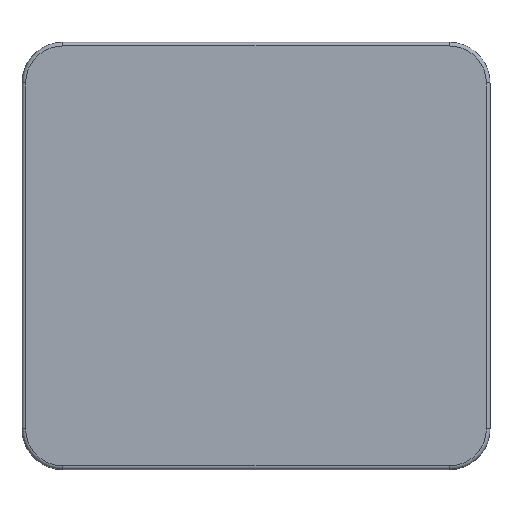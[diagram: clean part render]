
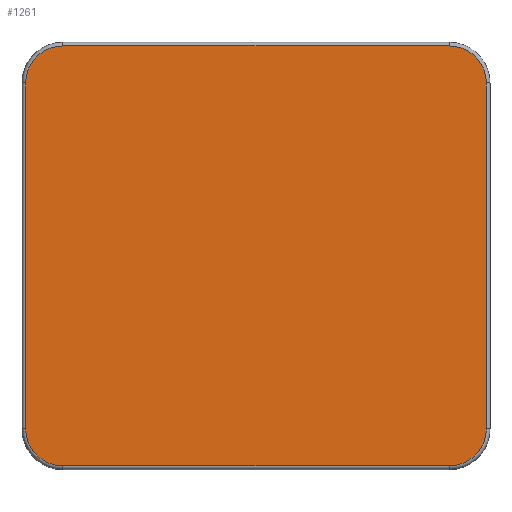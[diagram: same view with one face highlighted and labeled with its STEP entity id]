
A CAD part, top view. The second image highlights one B-rep face of the part: STEP entity #1261.
In plain terms, the highlighted planar face has unit normal (0, 0, 1).
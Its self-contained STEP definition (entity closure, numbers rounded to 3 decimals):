
#1062 = VERTEX_POINT('',#1063);
#1063 = CARTESIAN_POINT('',(-47.5,-51.6,7.));
#1070 = EDGE_CURVE('',#1062,#1071,#1073,.T.);
#1071 = VERTEX_POINT('',#1072);
#1072 = CARTESIAN_POINT('',(47.5,-51.6,7.));
#1073 = LINE('',#1074,#1075);
#1074 = CARTESIAN_POINT('',(-47.5,-51.6,7.));
#1075 = VECTOR('',#1076,1.);
#1076 = DIRECTION('',(1.,0.,0.));
#1095 = VERTEX_POINT('',#1096);
#1096 = CARTESIAN_POINT('',(-56.6,-42.5,7.));
#1105 = EDGE_CURVE('',#1095,#1062,#1106,.T.);
#1106 = CIRCLE('',#1107,9.1);
#1107 = AXIS2_PLACEMENT_3D('',#1108,#1109,#1110);
#1108 = CARTESIAN_POINT('',(-47.5,-42.5,7.));
#1109 = DIRECTION('',(0.,0.,1.));
#1110 = DIRECTION('',(-1.,0.,0.));
#1123 = VERTEX_POINT('',#1124);
#1124 = CARTESIAN_POINT('',(56.6,-42.5,7.));
#1131 = EDGE_CURVE('',#1071,#1123,#1132,.T.);
#1132 = CIRCLE('',#1133,9.1);
#1133 = AXIS2_PLACEMENT_3D('',#1134,#1135,#1136);
#1134 = CARTESIAN_POINT('',(47.5,-42.5,7.));
#1135 = DIRECTION('',(-0.,0.,1.));
#1136 = DIRECTION('',(0.,-1.,0.));
#1147 = VERTEX_POINT('',#1148);
#1148 = CARTESIAN_POINT('',(-56.6,42.5,7.));
#1155 = EDGE_CURVE('',#1147,#1095,#1156,.T.);
#1156 = LINE('',#1157,#1158);
#1157 = CARTESIAN_POINT('',(-56.6,42.5,7.));
#1158 = VECTOR('',#1159,1.);
#1159 = DIRECTION('',(0.,-1.,0.));
#1172 = EDGE_CURVE('',#1123,#1173,#1175,.T.);
#1173 = VERTEX_POINT('',#1174);
#1174 = CARTESIAN_POINT('',(56.6,42.5,7.));
#1175 = LINE('',#1176,#1177);
#1176 = CARTESIAN_POINT('',(56.6,-42.5,7.));
#1177 = VECTOR('',#1178,1.);
#1178 = DIRECTION('',(0.,1.,0.));
#1197 = VERTEX_POINT('',#1198);
#1198 = CARTESIAN_POINT('',(-47.5,51.6,7.));
#1207 = EDGE_CURVE('',#1197,#1147,#1208,.T.);
#1208 = CIRCLE('',#1209,9.1);
#1209 = AXIS2_PLACEMENT_3D('',#1210,#1211,#1212);
#1210 = CARTESIAN_POINT('',(-47.5,42.5,7.));
#1211 = DIRECTION('',(0.,0.,1.));
#1212 = DIRECTION('',(0.,1.,0.));
#1225 = VERTEX_POINT('',#1226);
#1226 = CARTESIAN_POINT('',(47.5,51.6,7.));
#1233 = EDGE_CURVE('',#1173,#1225,#1234,.T.);
#1234 = CIRCLE('',#1235,9.1);
#1235 = AXIS2_PLACEMENT_3D('',#1236,#1237,#1238);
#1236 = CARTESIAN_POINT('',(47.5,42.5,7.));
#1237 = DIRECTION('',(0.,-0.,1.));
#1238 = DIRECTION('',(1.,0.,0.));
#1249 = EDGE_CURVE('',#1225,#1197,#1250,.T.);
#1250 = LINE('',#1251,#1252);
#1251 = CARTESIAN_POINT('',(47.5,51.6,7.));
#1252 = VECTOR('',#1253,1.);
#1253 = DIRECTION('',(-1.,0.,0.));
#1261 = ADVANCED_FACE('',(#1262),#1272,.T.);
#1262 = FACE_BOUND('',#1263,.T.);
#1263 = EDGE_LOOP('',(#1264,#1265,#1266,#1267,#1268,#1269,#1270,#1271));
#1264 = ORIENTED_EDGE('',*,*,#1172,.T.);
#1265 = ORIENTED_EDGE('',*,*,#1233,.T.);
#1266 = ORIENTED_EDGE('',*,*,#1249,.T.);
#1267 = ORIENTED_EDGE('',*,*,#1207,.T.);
#1268 = ORIENTED_EDGE('',*,*,#1155,.T.);
#1269 = ORIENTED_EDGE('',*,*,#1105,.T.);
#1270 = ORIENTED_EDGE('',*,*,#1070,.T.);
#1271 = ORIENTED_EDGE('',*,*,#1131,.T.);
#1272 = PLANE('',#1273);
#1273 = AXIS2_PLACEMENT_3D('',#1274,#1275,#1276);
#1274 = CARTESIAN_POINT('',(0.,0.,7.)
  );
#1275 = DIRECTION('',(0.,0.,1.));
#1276 = DIRECTION('',(1.,0.,0.));
